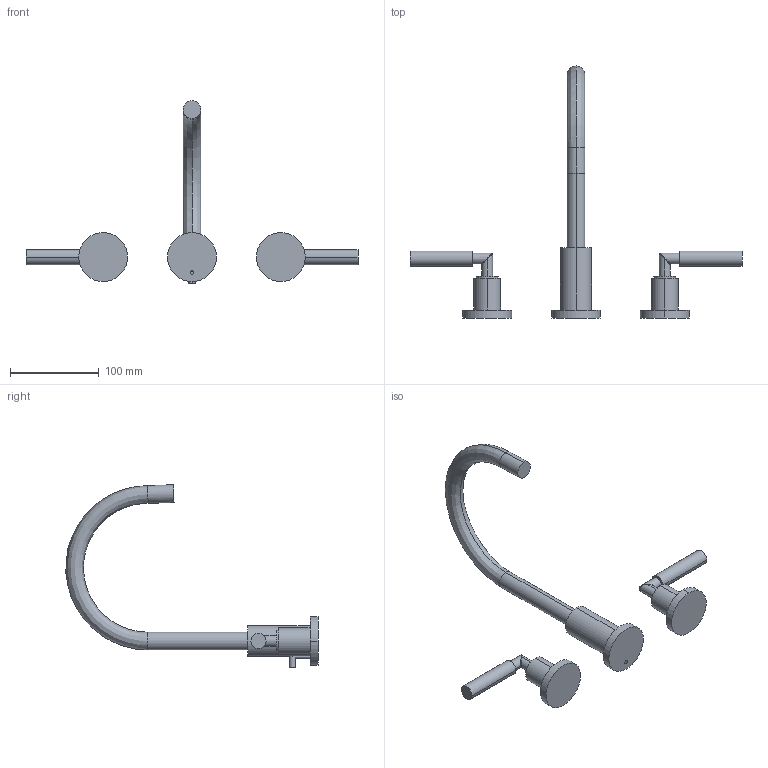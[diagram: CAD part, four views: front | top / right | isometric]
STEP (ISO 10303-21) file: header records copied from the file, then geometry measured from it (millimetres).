
FILE_DESCRIPTION (( 'STEP AP214' ), '1' );
FILE_NAME ('20713882.STEP', '2020-09-28T06:25:50', ( '' ), ( '' ), 'SwSTEP 2.0', 'SolidWorks 2020', '' );
FILE_SCHEMA (( 'AUTOMOTIVE_DESIGN' ));
Length unit declared in the file: millimetre
Products named in the file (10): Planungsmodell_Auslauf-+-04.28.22.213-1; Planungsmodell_GriffSLDPRT-+-04.20.88.052.00-01_-; Planungsmodell_Haube-+-09.21.02.140-1; Planungsmodell_Zugstange-+-04.20.89.030.80-1; Planungsmodell_Stange-+-09.31.09.080-1; Planungsmodell_Anschluss-+-09.11.10.087-1; 20713882; Planungsmodell_Knopf-+-09.20.89.030-1; Planungsmodell_Ring-+-09.28.10.133-1; Planungsmodell_Rosette-+-09.27.89.105-1
Assembly tree (12 placements, depth 3):
  20713882
    Planungsmodell_Auslauf-+-04.28.22.213-1
    Planungsmodell_Anschluss-+-09.11.10.087-1
    Planungsmodell_Ring-+-09.28.10.133-1
    Planungsmodell_Zugstange-+-04.20.89.030.80-1
      Planungsmodell_Knopf-+-09.20.89.030-1
      Planungsmodell_Stange-+-09.31.09.080-1
    Planungsmodell_Rosette-+-09.27.89.105-1  x2
    Planungsmodell_Haube-+-09.21.02.140-1  x2
    Planungsmodell_GriffSLDPRT-+-04.20.88.052.00-01_-  x2
Bounding box: 373.78 x 283.78 x 205.51 mm (x, y, z)
Volume: 351539.9 mm3; surface area: 76306.1 mm2
Topology: 11 solids, 11 shells, 68 faces, 122 edges, 72 vertices
Faces by surface type: cylinder 34, plane 26, bspline 8
Entity records: 1972 total; most frequent: CARTESIAN_POINT 712, DIRECTION 218, ORIENTED_EDGE 152, AXIS2_PLACEMENT_3D 98, EDGE_CURVE 76, VERTEX_POINT 48, EDGE_LOOP 48, ADVANCED_FACE 46
